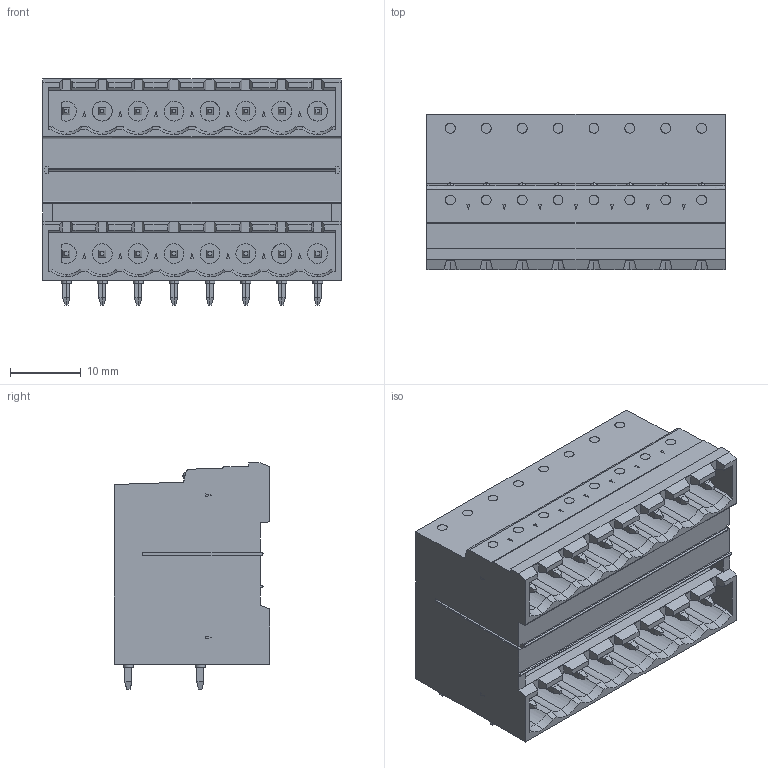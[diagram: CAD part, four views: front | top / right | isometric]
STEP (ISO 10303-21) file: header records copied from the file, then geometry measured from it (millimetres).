
FILE_DESCRIPTION(/* description */ (''),/* implementation_level */ '2;1');
FILE_NAME(/* name */ 'pxc_1762431_01_MDSTB-2-5-8-G1-5-08_3D',/* time_stamp */ '2020-01-13T04:20:33-03:00',/* author */ (''),/* organization */ (''),/* preprocessor_version */ 'ST-DEVELOPER v10',/* originating_system */ '',/* authorisation */ '');
FILE_SCHEMA (('AUTOMOTIVE_DESIGN'));
Length unit declared in the file: millimetre
Products named in the file (1): 1
Bounding box: 42.2 x 22 x 32 mm (x, y, z)
Volume: 20289.8 mm3; surface area: 8099.7 mm2
Topology: 1 solids, 1 shells, 1271 faces, 2838 edges, 1660 vertices
Faces by surface type: plane 1073, bspline 198
Entity records: 30877 total; most frequent: CARTESIAN_POINT 11242, ORIENTED_EDGE 5676, EDGE_CURVE 2838, B_SPLINE_CURVE_WITH_KNOTS 2206, VERTEX_POINT 1660, EDGE_LOOP 1362, ADVANCED_FACE 1271, FACE_OUTER_BOUND 1271
